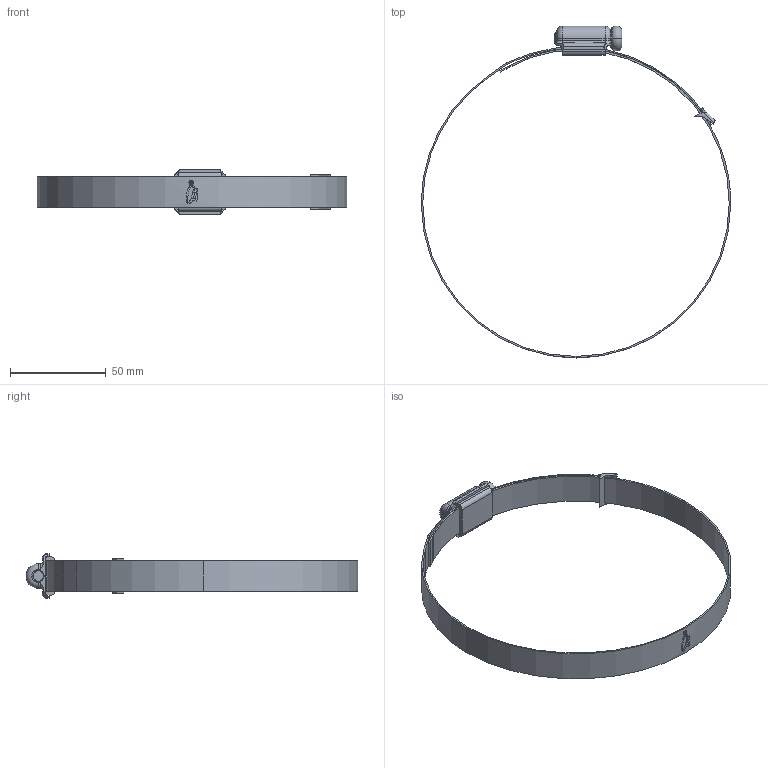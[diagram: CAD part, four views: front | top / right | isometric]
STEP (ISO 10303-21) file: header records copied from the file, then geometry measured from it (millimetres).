
FILE_DESCRIPTION (( 'STEP AP214' ), '1' );
FILE_NAME ('WD-TAMT-JCS-160.step', '2025-11-15T13:27:51', ( '' ), ( '' ), 'SwSTEP 2.0', 'SolidWorks 2025', '' );
FILE_SCHEMA (( 'AUTOMOTIVE_DESIGN' ));
Length unit declared in the file: millimetre
Products named in the file (1): WD-TAMT-JCS-160
Bounding box: 161.6 x 173.3 x 23 mm (x, y, z)
Volume: 13527.5 mm3; surface area: 26697.9 mm2
Topology: 5 solids, 5 shells, 321 faces, 856 edges, 544 vertices
Faces by surface type: cylinder 139, plane 101, bspline 61, torus 16, cone 4
Entity records: 11599 total; most frequent: CARTESIAN_POINT 4101, ORIENTED_EDGE 1704, DIRECTION 1320, EDGE_CURVE 852, VERTEX_POINT 544, LINE 446, VECTOR 446, AXIS2_PLACEMENT_3D 437
